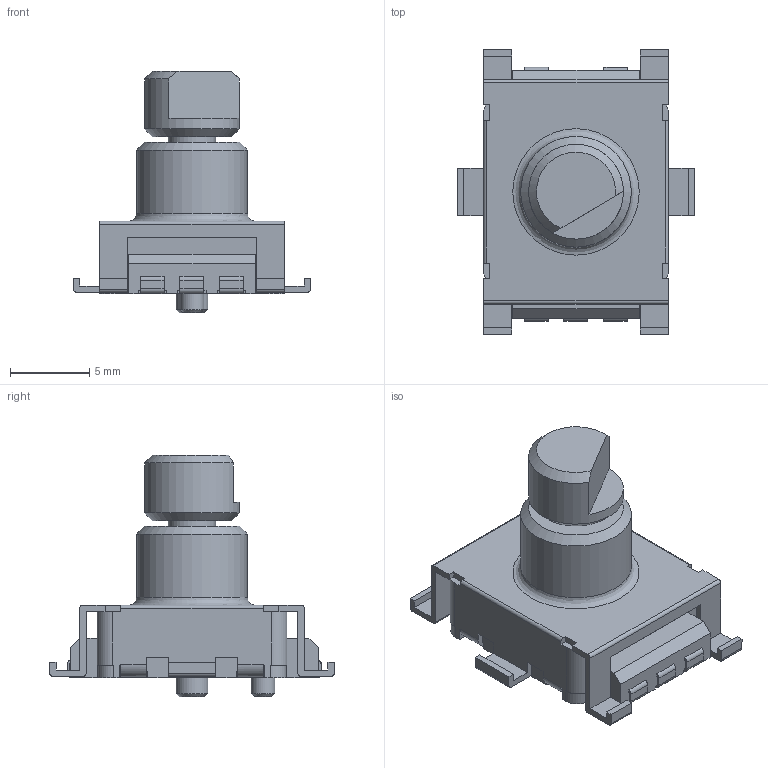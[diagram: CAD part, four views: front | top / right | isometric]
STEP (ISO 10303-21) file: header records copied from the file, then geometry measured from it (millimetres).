
FILE_DESCRIPTION((''),'2;1');
FILE_NAME('PEC11S-929F-XXXXX.stp','2012-09-13T17:46:33',('ka99036'),(''),'Autodesk Inventor 2010','Autodesk Inventor 2010','');
FILE_SCHEMA(('AUTOMOTIVE_DESIGN { 1 0 10303 214 1 1 1 1 }'));
Length unit declared in the file: millimetre
Products named in the file (1): DC11L1521534
Bounding box: 15 x 18 x 15.3 mm (x, y, z)
Volume: 770.9 mm3; surface area: 1791.3 mm2
Topology: 10 solids, 10 shells, 698 faces, 1897 edges, 1229 vertices
Faces by surface type: plane 448, cylinder 203, bspline 31, cone 12, torus 4
Full cylindrical faces by diameter (mm): 0.5 x3, 0.8 x4, 0.9 x3, 1 x11, 1.1 x4, 1.5 x2, 2 x1, 2.99 x1, 3 x1, 5.5 x1, 6 x1, 7 x1
Entity records: 24395 total; most frequent: CARTESIAN_POINT 6275, ORIENTED_EDGE 3680, DIRECTION 3553, EDGE_CURVE 1840, VECTOR 1319, LINE 1319, VERTEX_POINT 1222, AXIS2_PLACEMENT_3D 1117
